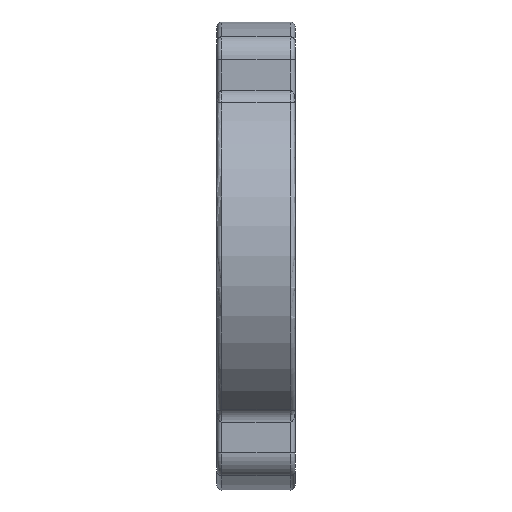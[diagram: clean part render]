
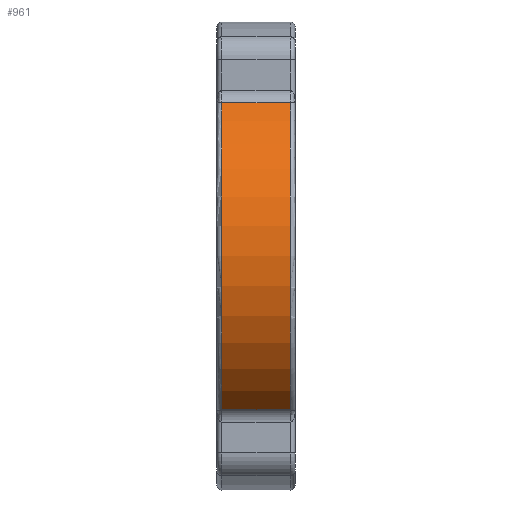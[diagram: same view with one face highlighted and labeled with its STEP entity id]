
A CAD part, left-side view. The second image highlights one B-rep face of the part: STEP entity #961.
In plain terms, the highlighted cylindrical face has radius 38 mm (diameter 76 mm), a partial arc.
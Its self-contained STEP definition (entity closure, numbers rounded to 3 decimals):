
#124 = DIRECTION ( 'NONE',  ( 0., 0., 1. ) ) ;
#208 = VECTOR ( 'NONE', #1276, 1000. ) ;
#359 = ORIENTED_EDGE ( 'NONE', *, *, #2332, .T. ) ;
#571 = DIRECTION ( 'NONE',  ( 0., 0., -1. ) ) ;
#832 = CARTESIAN_POINT ( 'NONE',  ( 0., 1., 0. ) ) ;
#954 = FACE_OUTER_BOUND ( 'NONE', #3911, .T. ) ;
#961 = ADVANCED_FACE ( 'NONE', ( #954 ), #1316, .T. ) ;
#1015 = VECTOR ( 'NONE', #3251, 1000. ) ;
#1276 = DIRECTION ( 'NONE',  ( 0., 1., 0. ) ) ;
#1316 = CYLINDRICAL_SURFACE ( 'NONE', #4710, 38. ) ;
#1489 = ORIENTED_EDGE ( 'NONE', *, *, #2671, .T. ) ;
#1529 = DIRECTION ( 'NONE',  ( 0., 1., 0. ) ) ;
#1690 = CIRCLE ( 'NONE', #2098, 38. ) ;
#2098 = AXIS2_PLACEMENT_3D ( 'NONE', #832, #1529, #5062 ) ;
#2272 = CARTESIAN_POINT ( 'NONE',  ( -21.317, 15., -31.458 ) ) ;
#2332 = EDGE_CURVE ( 'NONE', #4481, #2353, #1690, .T. ) ;
#2353 = VERTEX_POINT ( 'NONE', #4649 ) ;
#2390 = LINE ( 'NONE', #2442, #208 ) ;
#2442 = CARTESIAN_POINT ( 'NONE',  ( -21.317, 16., 31.458 ) ) ;
#2671 = EDGE_CURVE ( 'NONE', #2353, #5064, #2390, .T. ) ;
#2837 = CARTESIAN_POINT ( 'NONE',  ( -21.317, 16., -31.458 ) ) ;
#2908 = CIRCLE ( 'NONE', #4307, 38. ) ;
#3094 = CARTESIAN_POINT ( 'NONE',  ( -21.317, 1., -31.458 ) ) ;
#3191 = DIRECTION ( 'NONE',  ( 0., -1., 0. ) ) ;
#3228 = ORIENTED_EDGE ( 'NONE', *, *, #5069, .T. ) ;
#3251 = DIRECTION ( 'NONE',  ( 0., -1., 0. ) ) ;
#3377 = ORIENTED_EDGE ( 'NONE', *, *, #4220, .T. ) ;
#3911 = EDGE_LOOP ( 'NONE', ( #359, #1489, #3228, #3377 ) ) ;
#4001 = CARTESIAN_POINT ( 'NONE',  ( 0., 15., 0. ) ) ;
#4090 = DIRECTION ( 'NONE',  ( 0., -1., 0. ) ) ;
#4112 = CARTESIAN_POINT ( 'NONE',  ( 0., 16., 0. ) ) ;
#4220 = EDGE_CURVE ( 'NONE', #4932, #4481, #4831, .T. ) ;
#4307 = AXIS2_PLACEMENT_3D ( 'NONE', #4001, #3191, #124 ) ;
#4442 = CARTESIAN_POINT ( 'NONE',  ( -21.317, 15., 31.458 ) ) ;
#4481 = VERTEX_POINT ( 'NONE', #3094 ) ;
#4649 = CARTESIAN_POINT ( 'NONE',  ( -21.317, 1., 31.458 ) ) ;
#4710 = AXIS2_PLACEMENT_3D ( 'NONE', #4112, #4090, #571 ) ;
#4831 = LINE ( 'NONE', #2837, #1015 ) ;
#4932 = VERTEX_POINT ( 'NONE', #2272 ) ;
#5062 = DIRECTION ( 'NONE',  ( 0., 0., 1. ) ) ;
#5064 = VERTEX_POINT ( 'NONE', #4442 ) ;
#5069 = EDGE_CURVE ( 'NONE', #5064, #4932, #2908, .T. ) ;
